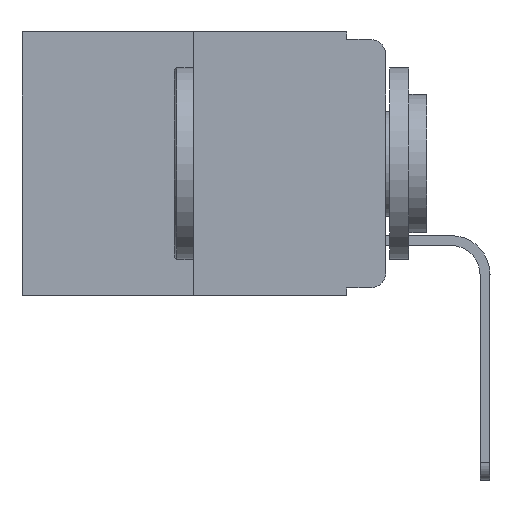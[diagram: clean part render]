
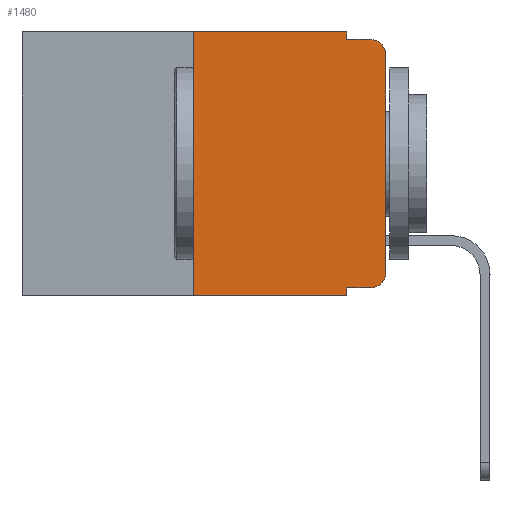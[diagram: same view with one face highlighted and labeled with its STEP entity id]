
A CAD part, left-side view. The second image highlights one B-rep face of the part: STEP entity #1480.
In plain terms, the highlighted planar face has unit normal (-1, 0, 0).
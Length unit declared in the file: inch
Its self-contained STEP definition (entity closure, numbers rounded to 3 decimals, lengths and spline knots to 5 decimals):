
#87 = EDGE_CURVE ( 'NONE', #206, #5554, #8458, .T. ) ;
#139 = CARTESIAN_POINT ( 'NONE',  ( 0., 0.051, -0.01 ) ) ;
#149 = LINE ( 'NONE', #2984, #6503 ) ;
#206 = VERTEX_POINT ( 'NONE', #4093 ) ;
#338 = LINE ( 'NONE', #915, #7618 ) ;
#340 = DIRECTION ( 'NONE',  ( 0., -1., 0. ) ) ;
#442 = CARTESIAN_POINT ( 'NONE',  ( 0., 0., -0.03 ) ) ;
#680 = ORIENTED_EDGE ( 'NONE', *, *, #9484, .T. ) ;
#715 = VECTOR ( 'NONE', #9908, 39.37008 ) ;
#750 = DIRECTION ( 'NONE',  ( 1., 0., 0. ) ) ;
#798 = VECTOR ( 'NONE', #7361, 39.37008 ) ;
#915 = CARTESIAN_POINT ( 'NONE',  ( 0., 0.051, -0.333 ) ) ;
#1148 = VERTEX_POINT ( 'NONE', #3811 ) ;
#1272 = ORIENTED_EDGE ( 'NONE', *, *, #7599, .F. ) ;
#1480 = ADVANCED_FACE ( 'NONE', ( #7637 ), #8299, .F. ) ;
#1484 = DIRECTION ( 'NONE',  ( 0., 0., -1. ) ) ;
#1528 = LINE ( 'NONE', #2077, #9334 ) ;
#1815 = EDGE_CURVE ( 'NONE', #206, #9574, #2671, .T. ) ;
#2077 = CARTESIAN_POINT ( 'NONE',  ( 0., 0., 0. ) ) ;
#2117 = AXIS2_PLACEMENT_3D ( 'NONE', #2223, #9719, #2256 ) ;
#2215 = CARTESIAN_POINT ( 'NONE',  ( 0., 0.25, 0. ) ) ;
#2223 = CARTESIAN_POINT ( 'NONE',  ( 0., 0.02, -0.03 ) ) ;
#2256 = DIRECTION ( 'NONE',  ( 0., 0., -1. ) ) ;
#2329 = VERTEX_POINT ( 'NONE', #3479 ) ;
#2409 = VERTEX_POINT ( 'NONE', #10384 ) ;
#2489 = LINE ( 'NONE', #5639, #9770 ) ;
#2566 = VECTOR ( 'NONE', #4874, 39.37008 ) ;
#2599 = EDGE_CURVE ( 'NONE', #8556, #6528, #10198, .T. ) ;
#2649 = ORIENTED_EDGE ( 'NONE', *, *, #4469, .T. ) ;
#2671 = LINE ( 'NONE', #5322, #10082 ) ;
#2893 = EDGE_CURVE ( 'NONE', #4617, #6528, #8776, .T. ) ;
#2984 = CARTESIAN_POINT ( 'NONE',  ( 0., 0.051, 0. ) ) ;
#3038 = VERTEX_POINT ( 'NONE', #5964 ) ;
#3086 = CARTESIAN_POINT ( 'NONE',  ( 0., 0.25, 0. ) ) ;
#3200 = CARTESIAN_POINT ( 'NONE',  ( 0., 0.473, 0. ) ) ;
#3262 = DIRECTION ( 'NONE',  ( 0., 0., -1. ) ) ;
#3326 = ORIENTED_EDGE ( 'NONE', *, *, #5128, .F. ) ;
#3479 = CARTESIAN_POINT ( 'NONE',  ( 0., 0., -0.313 ) ) ;
#3811 = CARTESIAN_POINT ( 'NONE',  ( 0., 0.051, -0.333 ) ) ;
#4051 = CARTESIAN_POINT ( 'NONE',  ( 0., 0.473, 0. ) ) ;
#4093 = CARTESIAN_POINT ( 'NONE',  ( 0., 0.25, -0.343 ) ) ;
#4469 = EDGE_CURVE ( 'NONE', #3038, #2329, #8088, .T. ) ;
#4617 = VERTEX_POINT ( 'NONE', #6634 ) ;
#4677 = CARTESIAN_POINT ( 'NONE',  ( 0., 0.02, -0.313 ) ) ;
#4708 = ORIENTED_EDGE ( 'NONE', *, *, #6337, .F. ) ;
#4874 = DIRECTION ( 'NONE',  ( 0., -1., 0. ) ) ;
#5128 = EDGE_CURVE ( 'NONE', #2409, #4617, #2489, .T. ) ;
#5322 = CARTESIAN_POINT ( 'NONE',  ( 0., 0.473, -0.343 ) ) ;
#5512 = DIRECTION ( 'NONE',  ( 0., 0., -1. ) ) ;
#5554 = VERTEX_POINT ( 'NONE', #2215 ) ;
#5639 = CARTESIAN_POINT ( 'NONE',  ( 0., 0.051, 0. ) ) ;
#5862 = AXIS2_PLACEMENT_3D ( 'NONE', #4677, #10442, #5512 ) ;
#5885 = CARTESIAN_POINT ( 'NONE',  ( 0., 0.051, -0.343 ) ) ;
#5964 = CARTESIAN_POINT ( 'NONE',  ( 0., 0.02, -0.333 ) ) ;
#6080 = ORIENTED_EDGE ( 'NONE', *, *, #2893, .F. ) ;
#6337 = EDGE_CURVE ( 'NONE', #1148, #9574, #149, .T. ) ;
#6503 = VECTOR ( 'NONE', #3262, 39.37008 ) ;
#6528 = VERTEX_POINT ( 'NONE', #9151 ) ;
#6611 = ORIENTED_EDGE ( 'NONE', *, *, #87, .F. ) ;
#6634 = CARTESIAN_POINT ( 'NONE',  ( 0., 0.051, -0.01 ) ) ;
#6708 = DIRECTION ( 'NONE',  ( 0., -1., 0. ) ) ;
#6859 = ORIENTED_EDGE ( 'NONE', *, *, #2599, .T. ) ;
#6999 = LINE ( 'NONE', #3200, #2566 ) ;
#7046 = EDGE_LOOP ( 'NONE', ( #8011, #6859, #6080, #3326, #1272, #6611, #8287, #4708, #680, #2649 ) ) ;
#7361 = DIRECTION ( 'NONE',  ( 0., 0., 1. ) ) ;
#7454 = EDGE_CURVE ( 'NONE', #2329, #8556, #1528, .T. ) ;
#7599 = EDGE_CURVE ( 'NONE', #5554, #2409, #6999, .T. ) ;
#7618 = VECTOR ( 'NONE', #6708, 39.37008 ) ;
#7637 = FACE_OUTER_BOUND ( 'NONE', #7046, .T. ) ;
#8011 = ORIENTED_EDGE ( 'NONE', *, *, #7454, .T. ) ;
#8088 = CIRCLE ( 'NONE', #5862, 0.02 ) ;
#8287 = ORIENTED_EDGE ( 'NONE', *, *, #1815, .T. ) ;
#8299 = PLANE ( 'NONE',  #9152 ) ;
#8458 = LINE ( 'NONE', #3086, #798 ) ;
#8556 = VERTEX_POINT ( 'NONE', #442 ) ;
#8776 = LINE ( 'NONE', #139, #715 ) ;
#8879 = DIRECTION ( 'NONE',  ( 0., 0., 1. ) ) ;
#9151 = CARTESIAN_POINT ( 'NONE',  ( 0., 0.02, -0.01 ) ) ;
#9152 = AXIS2_PLACEMENT_3D ( 'NONE', #4051, #750, #10769 ) ;
#9334 = VECTOR ( 'NONE', #8879, 39.37008 ) ;
#9484 = EDGE_CURVE ( 'NONE', #1148, #3038, #338, .T. ) ;
#9574 = VERTEX_POINT ( 'NONE', #5885 ) ;
#9719 = DIRECTION ( 'NONE',  ( -1., 0., 0. ) ) ;
#9770 = VECTOR ( 'NONE', #1484, 39.37008 ) ;
#9908 = DIRECTION ( 'NONE',  ( 0., -1., 0. ) ) ;
#10082 = VECTOR ( 'NONE', #340, 39.37008 ) ;
#10198 = CIRCLE ( 'NONE', #2117, 0.02 ) ;
#10384 = CARTESIAN_POINT ( 'NONE',  ( 0., 0.051, 0. ) ) ;
#10442 = DIRECTION ( 'NONE',  ( -1., 0., 0. ) ) ;
#10769 = DIRECTION ( 'NONE',  ( 0., 0., -1. ) ) ;
